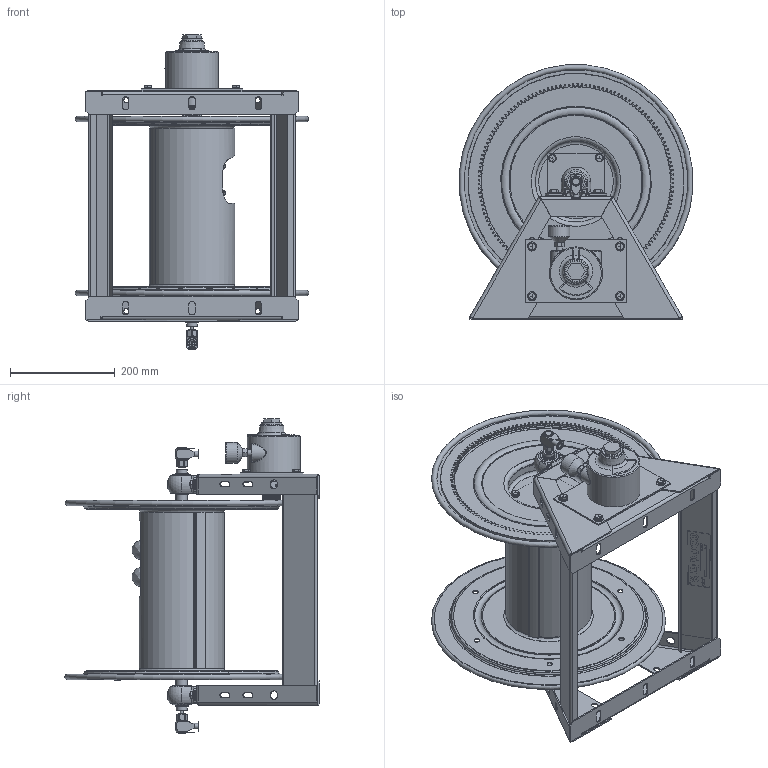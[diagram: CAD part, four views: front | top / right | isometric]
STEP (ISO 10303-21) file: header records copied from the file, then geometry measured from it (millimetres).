
FILE_DESCRIPTION(/* description */ (''),/* implementation_level */ '2;1');
FILE_NAME(/* name */ '1275HPL-B-12-A_SHARED.stp',/* time_stamp */ '2020-03-16T09:38:35-07:00',/* author */ ('NMelton'),/* organization */ (''),/* preprocessor_version */ 'ST-DEVELOPER v17',/* originating_system */ 'Autodesk Inventor 2019',/* authorisation */ '');
FILE_SCHEMA (('AUTOMOTIVE_DESIGN { 1 0 10303 214 3 1 1 }'));
Products named in the file (1): 1275HPL-B-12-A_SHARED
Bounding box: 446.63 x 485.83 x 600.34 mm (x, y, z)
Surface area: 1814760.5 mm2 (no closed solid volume)
Topology: 0 solids, 147 shells, 2887 faces, 10084 edges, 7110 vertices
Faces by surface type: cylinder 1175, plane 961, cone 312, bspline 263, torus 134, sphere 42
Full cylindrical faces by diameter (mm): 1.245 x4, 1.321 x4, 2.54 x1, 3.048 x1, 3.962 x1, 3.975 x3, 5.969 x2, 6.35 x1, 6.858 x1, 6.909 x2, 6.985 x4, 7.938 x6, 8.795 x1, 10.001 x3, 10.414 x6, 10.592 x2, 10.731 x4, 11.43 x11, 12.192 x5, 12.573 x2, 12.7 x5, 12.859 x4, 13.398 x2, 13.868 x2, 14.186 x3, 15.875 x2, 16.167 x2, 16.662 x4, 17.615 x8, 18.644 x2
Entity records: 126123 total; most frequent: CARTESIAN_POINT 42035, ORIENTED_EDGE 16230, DIRECTION 15843, EDGE_CURVE 10018, VERTEX_POINT 7110, AXIS2_PLACEMENT_3D 5787, LINE 4269, VECTOR 4269
